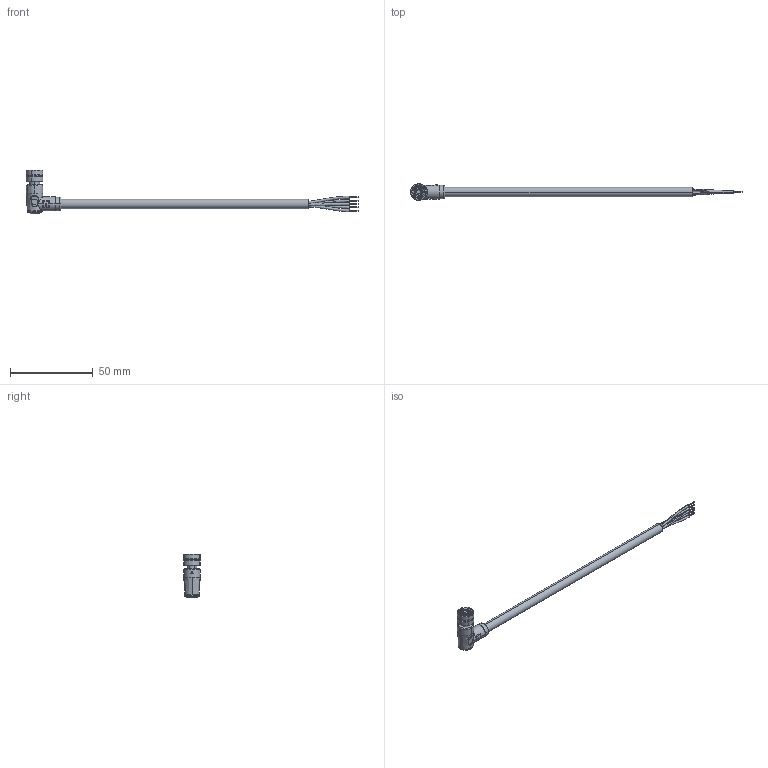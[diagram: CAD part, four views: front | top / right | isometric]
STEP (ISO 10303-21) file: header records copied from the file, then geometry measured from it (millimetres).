
FILE_DESCRIPTION (( 'STEP AP203' ), '1' );
FILE_NAME ('10-05359revA.STEP', '2023-03-17T20:22:05', ( '' ), ( '' ), 'SwSTEP 2.0', 'SolidWorks 2021', '' );
FILE_SCHEMA (( 'CONFIG_CONTROL_DESIGN' ));
Length unit declared in the file: millimetre
Products named in the file (8): 50-01004-01___; 30-02980_s + t; 50-01004-04___; 50-01004-02_STEP; 50-01004_STEP; 10-05359revA; 24-00401; 50-01004-03___
Assembly tree (11 placements, depth 3):
  10-05359revA
    30-02980_s + t
    24-00401
    50-01004_STEP
      50-01004-01___
      50-01004-02_STEP
      50-01004-03___  x5
      50-01004-04___
Bounding box: 201.05 x 10 x 26.5 mm (x, y, z)
Volume: 6271.6 mm3; surface area: 35246.6 mm2
Topology: 422 solids, 422 shells, 2597 faces, 5059 edges, 3333 vertices
Faces by surface type: cylinder 1391, plane 1029, bspline 95, cone 58, torus 20, sphere 4
Entity records: 65846 total; most frequent: CARTESIAN_POINT 14789, DIRECTION 11587, ORIENTED_EDGE 8938, AXIS2_PLACEMENT_3D 5032, EDGE_CURVE 4469, VERTEX_POINT 2957, EDGE_LOOP 2820, CIRCLE 2719
